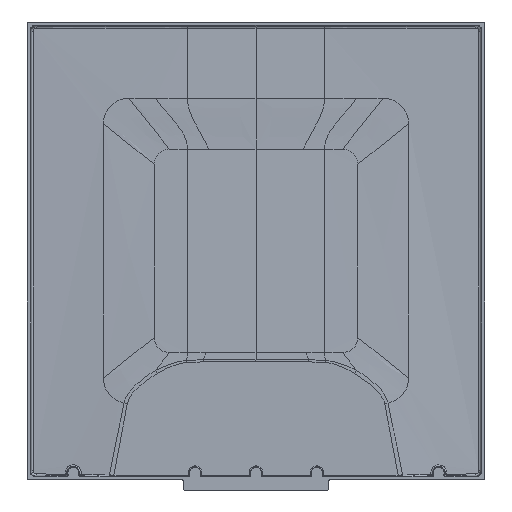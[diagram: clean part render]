
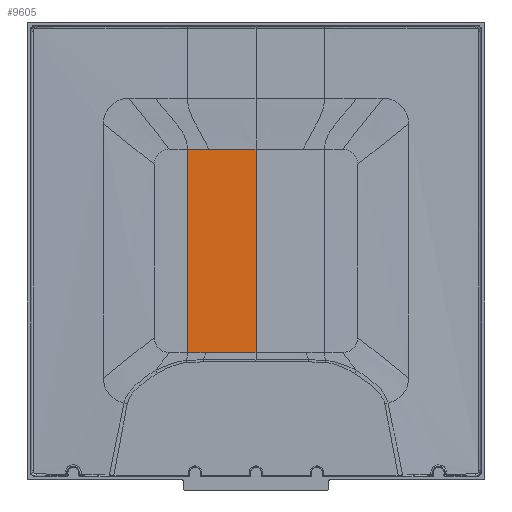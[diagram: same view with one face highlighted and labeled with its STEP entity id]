
A CAD part, front view. The second image highlights one B-rep face of the part: STEP entity #9605.
In plain terms, the highlighted planar face has unit normal (0, -1, 0.022).
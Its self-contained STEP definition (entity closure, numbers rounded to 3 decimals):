
#2775=CARTESIAN_POINT('',(0.,-19.542,
650.));
#2777=CARTESIAN_POINT('',(0.,-19.542,
650.));
#2778=CARTESIAN_POINT('',(-7.718,-19.542,
650.));
#2779=CARTESIAN_POINT('',(-23.193,-19.542,
650.));
#2780=CARTESIAN_POINT('',(-46.447,-19.542,
650.));
#2781=CARTESIAN_POINT('',(-69.61,-19.542,
650.));
#2782=CARTESIAN_POINT('',(-84.951,-19.542,
650.));
#2783=CARTESIAN_POINT('',(-92.616,-19.542,
650.));
#2785=DIRECTION('',(0.,-0.022,-1.));
#2786=VECTOR('',#2785,400.099);
#2787=CARTESIAN_POINT('',(0.,-19.542,
650.));
#2788=LINE('',#2787,#2786);
#3093=CARTESIAN_POINT('',(-97.71,-28.441,
250.));
#3094=CARTESIAN_POINT('',(-89.54,-28.441,
250.));
#3095=CARTESIAN_POINT('',(-73.206,-28.441,
250.));
#3096=CARTESIAN_POINT('',(-48.62,-28.441,
250.));
#3097=CARTESIAN_POINT('',(-24.246,-28.441,
250.));
#3098=CARTESIAN_POINT('',(-7.98,-28.441,
250.));
#3099=CARTESIAN_POINT('',(0.,-28.441,
250.));
#3151=CARTESIAN_POINT('',(-134.87,-28.441,
250.001));
#3152=CARTESIAN_POINT('',(-133.312,-28.441,
250.001));
#3153=CARTESIAN_POINT('',(-130.978,-28.441,
250.));
#3154=CARTESIAN_POINT('',(-127.87,-28.441,
250.));
#3155=CARTESIAN_POINT('',(-124.765,-28.441,
250.));
#3156=CARTESIAN_POINT('',(-120.888,-28.441,
250.));
#3157=CARTESIAN_POINT('',(-116.243,-28.441,
250.));
#3158=CARTESIAN_POINT('',(-111.604,-28.441,
250.));
#3159=CARTESIAN_POINT('',(-106.927,-28.441,
250.));
#3160=CARTESIAN_POINT('',(-102.296,-28.441,
250.));
#3161=CARTESIAN_POINT('',(-99.21,-28.441,
250.));
#3162=CARTESIAN_POINT('',(-97.71,-28.441,
250.));
#4418=CARTESIAN_POINT('',(-92.616,-19.542,
650.));
#4419=CARTESIAN_POINT('',(-94.313,-19.542,
650.));
#4420=CARTESIAN_POINT('',(-97.802,-19.542,
650.));
#4421=CARTESIAN_POINT('',(-103.082,-19.542,
650.));
#4422=CARTESIAN_POINT('',(-108.454,-19.542,
650.));
#4423=CARTESIAN_POINT('',(-113.793,-19.542,
650.));
#4424=CARTESIAN_POINT('',(-119.093,-19.542,
650.));
#4425=CARTESIAN_POINT('',(-124.396,-19.542,
650.));
#4426=CARTESIAN_POINT('',(-129.626,-19.542,
650.));
#4427=CARTESIAN_POINT('',(-133.093,-19.542,
650.001));
#4428=CARTESIAN_POINT('',(-134.774,-19.542,
650.001));
#4470=DIRECTION('',(0.,-0.022,-1.));
#4471=VECTOR('',#4470,400.099);
#4472=CARTESIAN_POINT('',(-134.774,-19.542,
650.001));
#4473=LINE('',#4472,#4471);
#5105=VERTEX_POINT('',#2775);
#5107=VERTEX_POINT('',#2783);
#5108=CARTESIAN_POINT('',(0.,-28.441,
250.));
#5109=VERTEX_POINT('',#5108);
#5110=VERTEX_POINT('',#3093);
#5111=VERTEX_POINT('',#3151);
#5112=CARTESIAN_POINT('',(-134.774,-19.542,
650.001));
#5113=VERTEX_POINT('',#5112);
#9587=CARTESIAN_POINT('',(-67.412,-23.992,
450.));
#9588=DIRECTION('',(0.,1.,-0.022));
#9589=DIRECTION('',(0.,-0.022,-1.));
#9590=AXIS2_PLACEMENT_3D('',#9587,#9588,#9589);
#9591=PLANE('',#9590);
#9593=ORIENTED_EDGE('',*,*,#9592,.T.);
#9595=ORIENTED_EDGE('',*,*,#9594,.F.);
#9597=ORIENTED_EDGE('',*,*,#9596,.F.);
#9599=ORIENTED_EDGE('',*,*,#9598,.F.);
#9601=ORIENTED_EDGE('',*,*,#9600,.F.);
#9602=ORIENTED_EDGE('',*,*,#9579,.F.);
#9603=EDGE_LOOP('',(#9593,#9595,#9597,#9599,#9601,#9602));
#9604=FACE_OUTER_BOUND('',#9603,.F.);
#9605=ADVANCED_FACE('',(#9604),#9591,.F.);
#2784=B_SPLINE_CURVE_WITH_KNOTS('',3,(#2777,#2778,#2779,#2780,#2781,#2782,
#2783),.UNSPECIFIED.,.F.,.F.,(4,1,1,1,4),(0.,0.25,
0.5,0.75,1.),.UNSPECIFIED.);
#3100=B_SPLINE_CURVE_WITH_KNOTS('',3,(#3093,#3094,#3095,#3096,#3097,#3098,
#3099),.UNSPECIFIED.,.F.,.F.,(4,1,1,1,4),(0.,0.25,
0.5,0.755,1.),.UNSPECIFIED.);
#3163=B_SPLINE_CURVE_WITH_KNOTS('',3,(#3151,#3152,#3153,#3154,#3155,#3156,#3157,
#3158,#3159,#3160,#3161,#3162),.UNSPECIFIED.,.F.,.F.,(4,1,1,1,1,1,1,1,1,4),
(0.,0.125,0.187,0.25,0.375,
0.5,0.625,0.75,0.878,1.),
.UNSPECIFIED.);
#4429=B_SPLINE_CURVE_WITH_KNOTS('',3,(#4418,#4419,#4420,#4421,#4422,#4423,#4424,
#4425,#4426,#4427,#4428),.UNSPECIFIED.,.F.,.F.,(4,1,1,1,1,1,1,1,4),(0.,
0.12,0.247,0.373,0.5,
0.625,0.75,0.878,1.),.UNSPECIFIED.);
#9579=EDGE_CURVE('',#5105,#5107,#2784,.T.);
#9592=EDGE_CURVE('',#5105,#5109,#2788,.T.);
#9594=EDGE_CURVE('',#5110,#5109,#3100,.T.);
#9596=EDGE_CURVE('',#5111,#5110,#3163,.T.);
#9598=EDGE_CURVE('',#5113,#5111,#4473,.T.);
#9600=EDGE_CURVE('',#5107,#5113,#4429,.T.);
